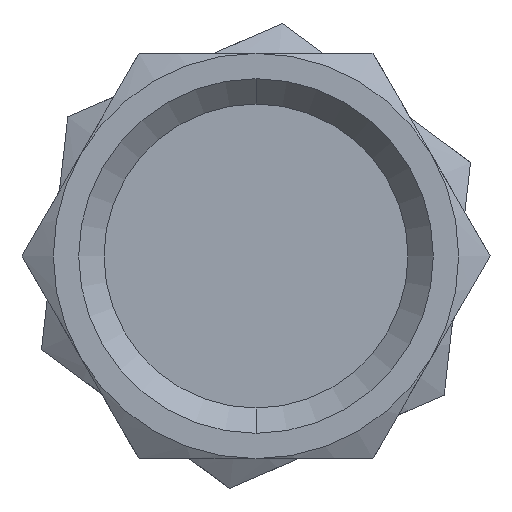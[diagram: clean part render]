
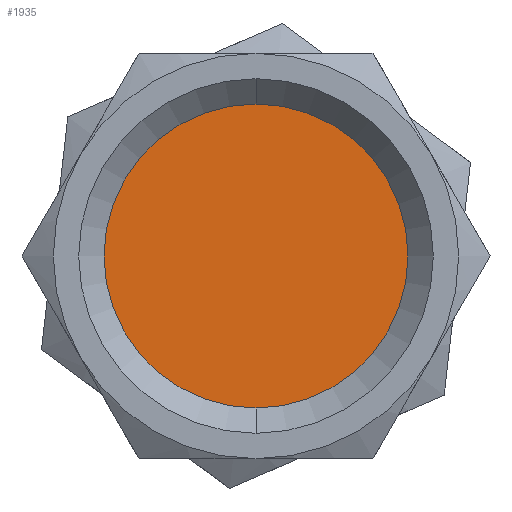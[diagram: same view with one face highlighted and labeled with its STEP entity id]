
A CAD part, front view. The second image highlights one B-rep face of the part: STEP entity #1935.
In plain terms, the highlighted planar face has unit normal (0, -1, 0).
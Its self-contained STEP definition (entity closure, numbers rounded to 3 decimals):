
#92 = EDGE_CURVE ( 'NONE', #1746, #1747, #825, .T. ) ;
#172 = CARTESIAN_POINT ( 'NONE',  ( 0., 15., 0. ) ) ;
#174 = PLANE ( 'NONE',  #570 ) ;
#176 = DIRECTION ( 'NONE',  ( 0., -1., 0. ) ) ;
#177 = DIRECTION ( 'NONE',  ( 0., 0., -1. ) ) ;
#304 = CARTESIAN_POINT ( 'NONE',  ( 0., 15., 9. ) ) ;
#305 = CARTESIAN_POINT ( 'NONE',  ( 0., 15., -9. ) ) ;
#570 = AXIS2_PLACEMENT_3D ( 'NONE', #172, #176, #177 ) ;
#825 = CIRCLE ( 'NONE', #1238, 9. ) ;
#999 = CIRCLE ( 'NONE', #1272, 9. ) ;
#1238 = AXIS2_PLACEMENT_3D ( 'NONE', #1591, #1592, #1593 ) ;
#1272 = AXIS2_PLACEMENT_3D ( 'NONE', #1331, #1332, #1333 ) ;
#1331 = CARTESIAN_POINT ( 'NONE',  ( 0., 15., 0. ) ) ;
#1332 = DIRECTION ( 'NONE',  ( 0., -1., 0. ) ) ;
#1333 = DIRECTION ( 'NONE',  ( 0., 0., -1. ) ) ;
#1544 = EDGE_CURVE ( 'NONE', #1747, #1746, #999, .T. ) ;
#1591 = CARTESIAN_POINT ( 'NONE',  ( 0., 15., 0. ) ) ;
#1592 = DIRECTION ( 'NONE',  ( 0., -1., 0. ) ) ;
#1593 = DIRECTION ( 'NONE',  ( 0., 0., -1. ) ) ;
#1635 = EDGE_LOOP ( 'NONE', ( #1708, #1709 ) ) ;
#1708 = ORIENTED_EDGE ( 'NONE', *, *, #1544, .T. ) ;
#1709 = ORIENTED_EDGE ( 'NONE', *, *, #92, .T. ) ;
#1746 = VERTEX_POINT ( 'NONE', #304 ) ;
#1747 = VERTEX_POINT ( 'NONE', #305 ) ;
#1935 = ADVANCED_FACE ( 'NONE', ( #2584 ), #174, .T. ) ;
#2584 = FACE_OUTER_BOUND ( 'NONE', #1635, .T. ) ;
